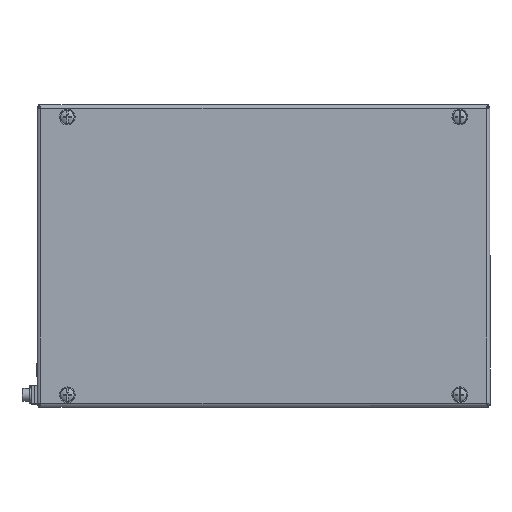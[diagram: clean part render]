
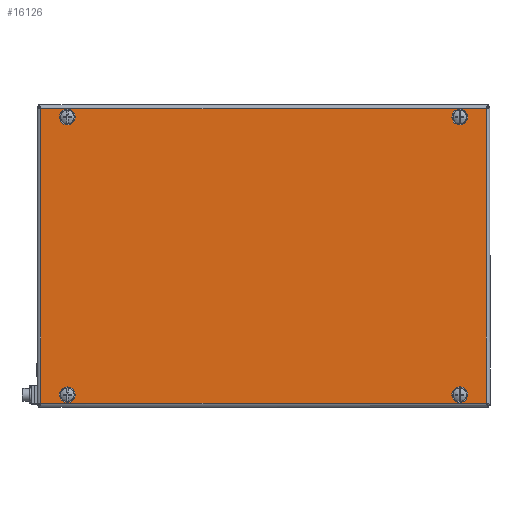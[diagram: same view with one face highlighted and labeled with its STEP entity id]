
A CAD part, top view. The second image highlights one B-rep face of the part: STEP entity #16126.
In plain terms, the highlighted face is planar.
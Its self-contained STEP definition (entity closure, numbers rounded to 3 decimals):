
#700 = ORIENTED_EDGE ( 'NONE', *, *, #779, .T. ) ;
#779 = EDGE_CURVE ( 'NONE', #17564, #12514, #18578, .T. ) ;
#864 = CARTESIAN_POINT ( 'NONE',  ( 147.5, -97.5, 0. ) ) ;
#866 = DIRECTION ( 'NONE',  ( 0., 0., -1. ) ) ;
#1097 = CARTESIAN_POINT ( 'NONE',  ( -147.5, -98.743, 0. ) ) ;
#1127 = CARTESIAN_POINT ( 'NONE',  ( -134., -92., 0. ) ) ;
#1214 = ORIENTED_EDGE ( 'NONE', *, *, #16659, .T. ) ;
#1686 = DIRECTION ( 'NONE',  ( -1., 0., 0. ) ) ;
#1758 = ORIENTED_EDGE ( 'NONE', *, *, #7322, .T. ) ;
#1991 = AXIS2_PLACEMENT_3D ( 'NONE', #15604, #6630, #17170 ) ;
#2424 = VECTOR ( 'NONE', #1686, 1000. ) ;
#2454 = CARTESIAN_POINT ( 'NONE',  ( -147.5, -97.5, 0. ) ) ;
#2465 = ORIENTED_EDGE ( 'NONE', *, *, #11639, .F. ) ;
#2597 = VERTEX_POINT ( 'NONE', #11652 ) ;
#2679 = DIRECTION ( 'NONE',  ( 0., 1., 0. ) ) ;
#2751 = DIRECTION ( 'NONE',  ( 0., 0., -1. ) ) ;
#3864 = CARTESIAN_POINT ( 'NONE',  ( 130., -92., 0. ) ) ;
#3921 = ORIENTED_EDGE ( 'NONE', *, *, #7554, .F. ) ;
#4067 = CARTESIAN_POINT ( 'NONE',  ( 134., -92., 0. ) ) ;
#4961 = LINE ( 'NONE', #12101, #4977 ) ;
#4977 = VECTOR ( 'NONE', #9117, 1000. ) ;
#5409 = DIRECTION ( 'NONE',  ( 1., 0., 0. ) ) ;
#6293 = CARTESIAN_POINT ( 'NONE',  ( 148.743, -97.5, 0. ) ) ;
#6630 = DIRECTION ( 'NONE',  ( 0., 0., -1. ) ) ;
#6668 = AXIS2_PLACEMENT_3D ( 'NONE', #11763, #2751, #13284 ) ;
#7177 = ORIENTED_EDGE ( 'NONE', *, *, #9029, .F. ) ;
#7322 = EDGE_CURVE ( 'NONE', #18208, #11451, #16752, .T. ) ;
#7430 = CARTESIAN_POINT ( 'NONE',  ( -148.743, 97.5, 0. ) ) ;
#7506 = DIRECTION ( 'NONE',  ( 0., 0., 1. ) ) ;
#7554 = EDGE_CURVE ( 'NONE', #16571, #16571, #13587, .T. ) ;
#9013 = EDGE_LOOP ( 'NONE', ( #3921 ) ) ;
#9029 = EDGE_CURVE ( 'NONE', #15613, #15613, #18801, .T. ) ;
#9055 = CARTESIAN_POINT ( 'NONE',  ( 147.5, 97.5, 0. ) ) ;
#9117 = DIRECTION ( 'NONE',  ( 0., -1., 0. ) ) ;
#9500 = VECTOR ( 'NONE', #2679, 1000. ) ;
#9668 = LINE ( 'NONE', #1097, #9500 ) ;
#9977 = CARTESIAN_POINT ( 'NONE',  ( 130., 92., 0. ) ) ;
#10030 = ORIENTED_EDGE ( 'NONE', *, *, #13670, .F. ) ;
#11134 = FACE_OUTER_BOUND ( 'NONE', #19706, .T. ) ;
#11155 = FACE_BOUND ( 'NONE', #18257, .T. ) ;
#11226 = FACE_BOUND ( 'NONE', #13250, .T. ) ;
#11279 = FACE_BOUND ( 'NONE', #9013, .T. ) ;
#11313 = FACE_BOUND ( 'NONE', #15299, .T. ) ;
#11451 = VERTEX_POINT ( 'NONE', #2454 ) ;
#11466 = DIRECTION ( 'NONE',  ( -1., 0., 0. ) ) ;
#11587 = CARTESIAN_POINT ( 'NONE',  ( 126., 92., 0. ) ) ;
#11639 = EDGE_CURVE ( 'NONE', #2597, #2597, #14158, .T. ) ;
#11652 = CARTESIAN_POINT ( 'NONE',  ( -126., 92., 0. ) ) ;
#11763 = CARTESIAN_POINT ( 'NONE',  ( -130., 92., 0. ) ) ;
#12101 = CARTESIAN_POINT ( 'NONE',  ( 147.5, 98.743, 0. ) ) ;
#12176 = AXIS2_PLACEMENT_3D ( 'NONE', #9977, #866, #11466 ) ;
#12435 = CARTESIAN_POINT ( 'NONE',  ( -147.5, 97.5, 0. ) ) ;
#12514 = VERTEX_POINT ( 'NONE', #9055 ) ;
#12543 = EDGE_CURVE ( 'NONE', #12514, #18208, #4961, .T. ) ;
#12739 = DIRECTION ( 'NONE',  ( 1., 0., 0. ) ) ;
#13195 = VERTEX_POINT ( 'NONE', #1127 ) ;
#13250 = EDGE_LOOP ( 'NONE', ( #2465 ) ) ;
#13284 = DIRECTION ( 'NONE',  ( 1., 0., 0. ) ) ;
#13587 = CIRCLE ( 'NONE', #19067, 4. ) ;
#13670 = EDGE_CURVE ( 'NONE', #13195, #13195, #18919, .T. ) ;
#14158 = CIRCLE ( 'NONE', #6668, 4. ) ;
#14365 = DIRECTION ( 'NONE',  ( 0., 0., -1. ) ) ;
#15299 = EDGE_LOOP ( 'NONE', ( #10030 ) ) ;
#15604 = CARTESIAN_POINT ( 'NONE',  ( -130., -92., 0. ) ) ;
#15613 = VERTEX_POINT ( 'NONE', #11587 ) ;
#16126 = ADVANCED_FACE ( 'NONE', ( #11279, #11313, #11226, #11155, #11134 ), #16455, .F. ) ;
#16307 = AXIS2_PLACEMENT_3D ( 'NONE', #16520, #7506, #18120 ) ;
#16455 = PLANE ( 'NONE',  #16307 ) ;
#16520 = CARTESIAN_POINT ( 'NONE',  ( -150., 100., 0. ) ) ;
#16571 = VERTEX_POINT ( 'NONE', #4067 ) ;
#16659 = EDGE_CURVE ( 'NONE', #11451, #17564, #9668, .T. ) ;
#16752 = LINE ( 'NONE', #6293, #2424 ) ;
#17170 = DIRECTION ( 'NONE',  ( -1., 0., 0. ) ) ;
#17174 = VECTOR ( 'NONE', #12739, 1000. ) ;
#17564 = VERTEX_POINT ( 'NONE', #12435 ) ;
#18120 = DIRECTION ( 'NONE',  ( 1., 0., 0. ) ) ;
#18208 = VERTEX_POINT ( 'NONE', #864 ) ;
#18257 = EDGE_LOOP ( 'NONE', ( #7177 ) ) ;
#18578 = LINE ( 'NONE', #7430, #17174 ) ;
#18801 = CIRCLE ( 'NONE', #12176, 4. ) ;
#18919 = CIRCLE ( 'NONE', #1991, 4. ) ;
#19067 = AXIS2_PLACEMENT_3D ( 'NONE', #3864, #14365, #5409 ) ;
#19092 = ORIENTED_EDGE ( 'NONE', *, *, #12543, .T. ) ;
#19706 = EDGE_LOOP ( 'NONE', ( #1758, #1214, #700, #19092 ) ) ;
